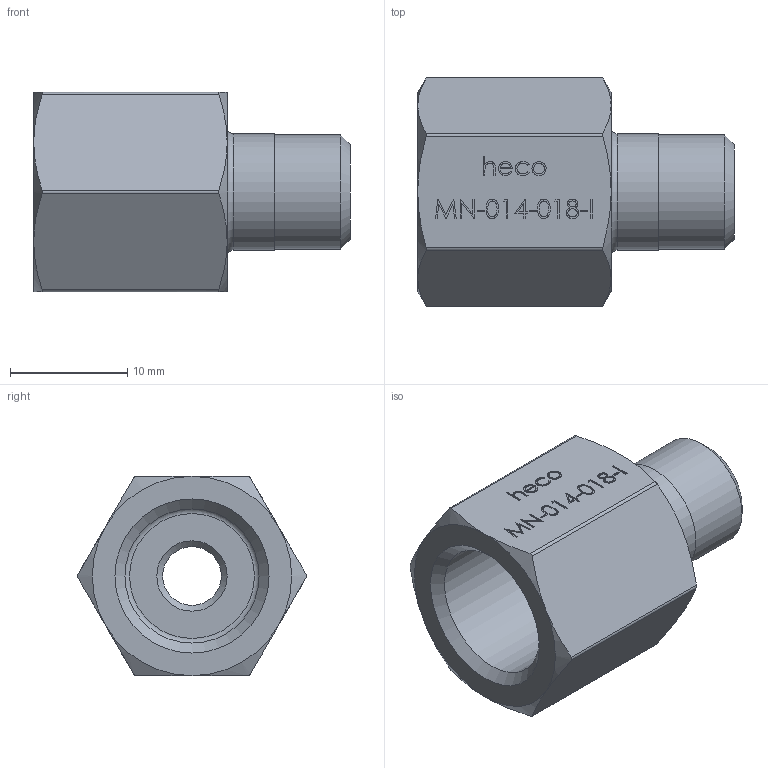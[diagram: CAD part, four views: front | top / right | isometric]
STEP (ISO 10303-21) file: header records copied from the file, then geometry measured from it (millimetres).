
FILE_DESCRIPTION (( 'STEP AP214' ), '1' );
FILE_NAME ('heco_MN-014-018-I.STEP', '2016-06-20T09:58:50', ( '' ), ( '' ), 'SwSTEP 2.0', 'SolidWorks 2011', '' );
FILE_SCHEMA (( 'AUTOMOTIVE_DESIGN' ));
Length unit declared in the file: millimetre
Products named in the file (1): heco_MN-014-018-I
Bounding box: 27 x 19.54 x 17 mm (x, y, z)
Volume: 3399.7 mm3; surface area: 2346.8 mm2
Topology: 1 solids, 1 shells, 211 faces, 530 edges, 348 vertices
Faces by surface type: plane 112, bspline 70, cone 16, cylinder 11, torus 2
Full cylindrical faces by diameter (mm): 5 x1, 9.728 x1, 9.928 x1, 11.445 x1, 11.645 x1
Entity records: 10781 total; most frequent: CARTESIAN_POINT 5765, ORIENTED_EDGE 1034, DIRECTION 653, EDGE_CURVE 517, VERTEX_POINT 346, LINE 313, VECTOR 313, EDGE_LOOP 251
